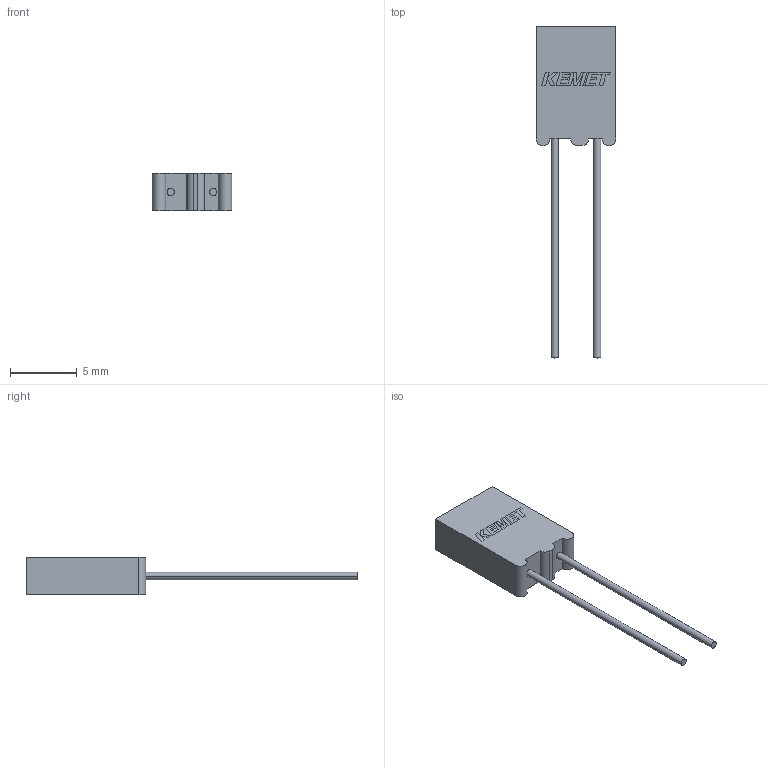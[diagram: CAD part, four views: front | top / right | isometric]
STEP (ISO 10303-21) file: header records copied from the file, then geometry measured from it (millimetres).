
FILE_DESCRIPTION (( 'STEP AP214' ), '1' );
FILE_NAME ('Default.STEP', '2017-12-05T15:10:07', ( '' ), ( '' ), 'SwSTEP 2.0', 'SolidWorks 2014', '' );
FILE_SCHEMA (( 'AUTOMOTIVE_DESIGN' ));
Length unit declared in the file: millimetre
Products named in the file (1): Default
Bounding box: 5.97 x 24.86 x 2.81 mm (x, y, z)
Volume: 152.7 mm3; surface area: 251.2 mm2
Topology: 4 solids, 4 shells, 75 faces, 195 edges, 130 vertices
Faces by surface type: plane 67, cylinder 8
Entity records: 3085 total; most frequent: CARTESIAN_POINT 401, ORIENTED_EDGE 390, DIRECTION 363, EDGE_CURVE 195, LINE 179, VECTOR 179, VERTEX_POINT 130, AXIS2_PLACEMENT_3D 92
